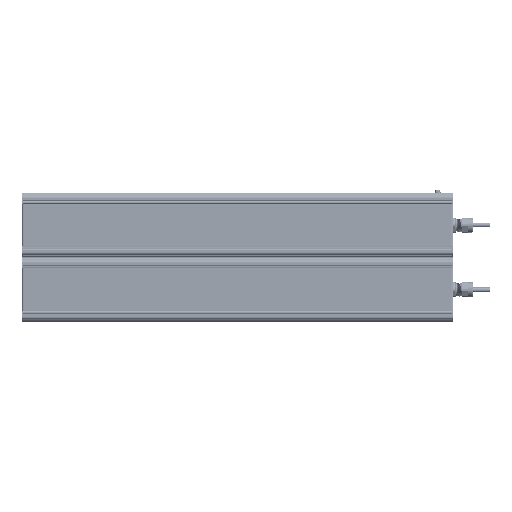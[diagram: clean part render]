
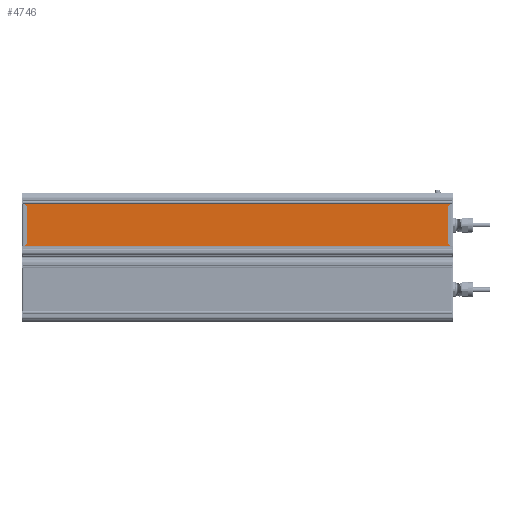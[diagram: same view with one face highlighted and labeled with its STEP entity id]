
A CAD part, front view. The second image highlights one B-rep face of the part: STEP entity #4746.
In plain terms, the highlighted face is planar.
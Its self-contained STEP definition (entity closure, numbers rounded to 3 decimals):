
#4746=ADVANCED_FACE('',(#11522),#11524,.T.);
#11522=FACE_BOUND('',#11523,.T.);
#11523=EDGE_LOOP('',(#38319,#38320,#38321,#38322));
#11524=PLANE('',#11525);
#11525=AXIS2_PLACEMENT_3D('',#11526,#11527,#11528);
#11526=CARTESIAN_POINT('',(120.465,593.492,117.308));
#11527=DIRECTION('',(0.,0.,-1.));
#11528=DIRECTION('',(0.,1.,0.));
#38319=ORIENTED_EDGE('',*,*,#45136,.T.);
#38320=ORIENTED_EDGE('',*,*,#45135,.T.);
#38321=ORIENTED_EDGE('',*,*,#45137,.F.);
#38322=ORIENTED_EDGE('',*,*,#45138,.F.);
#45135=EDGE_CURVE('',#49610,#49615,#49617,.T.);
#45136=EDGE_CURVE('',#49618,#49610,#49619,.T.);
#45137=EDGE_CURVE('',#49620,#49615,#49621,.T.);
#45138=EDGE_CURVE('',#49618,#49620,#49622,.T.);
#49610=VERTEX_POINT('',#61901);
#49615=VERTEX_POINT('',#61910);
#49617=LINE('',#61914,#61915);
#49618=VERTEX_POINT('',#61917);
#49619=LINE('',#61918,#61919);
#49620=VERTEX_POINT('',#61921);
#49621=LINE('',#61922,#61923);
#49622=LINE('',#61925,#61926);
#61901=CARTESIAN_POINT('',(120.465,679.838,117.308));
#61910=CARTESIAN_POINT('',(866.465,679.838,117.308));
#61914=CARTESIAN_POINT('',(120.465,679.838,117.308));
#61915=VECTOR('',#61916,1.);
#61916=DIRECTION('',(1.,0.,0.));
#61917=CARTESIAN_POINT('',(120.465,593.492,117.308));
#61918=CARTESIAN_POINT('',(120.465,593.492,117.308));
#61919=VECTOR('',#61920,1.);
#61920=DIRECTION('',(0.,1.,0.));
#61921=CARTESIAN_POINT('',(866.465,593.492,117.308));
#61922=CARTESIAN_POINT('',(866.465,593.492,117.308));
#61923=VECTOR('',#61924,1.);
#61924=DIRECTION('',(0.,1.,0.));
#61925=CARTESIAN_POINT('',(120.465,593.492,117.308));
#61926=VECTOR('',#61927,1.);
#61927=DIRECTION('',(1.,0.,0.));
